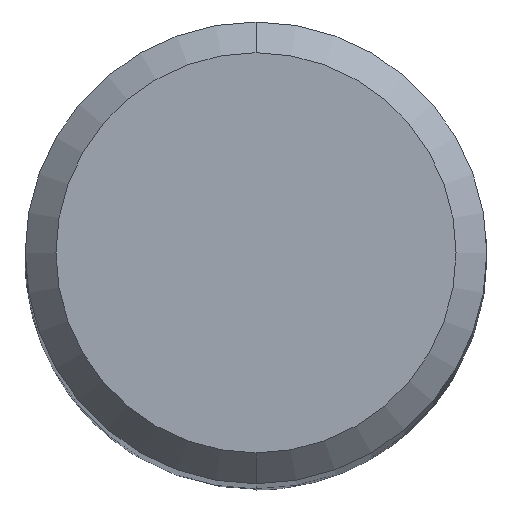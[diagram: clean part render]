
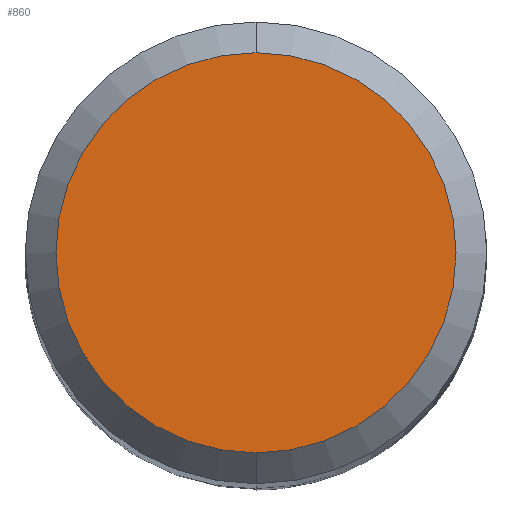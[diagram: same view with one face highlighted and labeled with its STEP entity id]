
A CAD part, top view. The second image highlights one B-rep face of the part: STEP entity #860.
In plain terms, the highlighted planar face has unit normal (0, 0, 1).
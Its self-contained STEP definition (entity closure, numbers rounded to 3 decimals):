
#434=VERTEX_POINT('',#1071);
#604=EDGE_CURVE('',#756,#434,#1260,.T.);
#658=EDGE_CURVE('',#434,#756,#1319,.T.);
#756=VERTEX_POINT('',#1425);
#860=ADVANCED_FACE('',(#1536),#1537,.T.);
#1071=CARTESIAN_POINT('',(0.,-2.6,0.0));
#1260=CIRCLE('',#2092,2.6);
#1319=CIRCLE('',#2195,2.6);
#1425=CARTESIAN_POINT('',(0.0,2.6,0.0));
#1536=FACE_OUTER_BOUND('',#2589,.T.);
#1537=PLANE('',#2590);
#2092=AXIS2_PLACEMENT_3D('',#3118,#3119,#3120);
#2195=AXIS2_PLACEMENT_3D('',#3176,#3177,#3178);
#2589=EDGE_LOOP('',(#3365,#3366));
#2590=AXIS2_PLACEMENT_3D('',#3367,#3368,#3369);
#3118=CARTESIAN_POINT('',(0.0,0.0,0.0));
#3119=DIRECTION('',(0.0,0.0,-1.0));
#3120=DIRECTION('',(0.0,1.0,0.0));
#3176=CARTESIAN_POINT('',(0.0,0.0,0.0));
#3177=DIRECTION('',(0.0,0.0,-1.0));
#3178=DIRECTION('',(0.0,1.0,0.0));
#3365=ORIENTED_EDGE('',*,*,#604,.F.);
#3366=ORIENTED_EDGE('',*,*,#658,.F.);
#3367=CARTESIAN_POINT('',(0.0,1.3,0.0));
#3368=DIRECTION('',(-0.0,0.0,1.0));
#3369=DIRECTION('',(0.0,-1.0,0.0));
